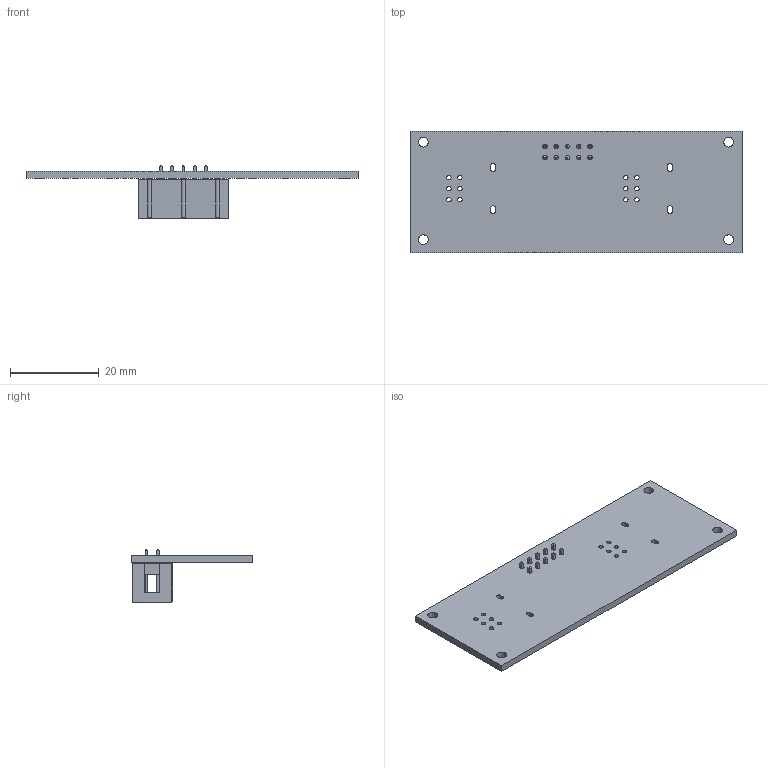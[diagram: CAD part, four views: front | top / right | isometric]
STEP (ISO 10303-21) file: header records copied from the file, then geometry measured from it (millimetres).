
FILE_DESCRIPTION(('KiCad electronic assembly'),'2;1');
FILE_NAME('111VU.step','2024-08-19T02:18:03',('Pcbnew'),('Kicad'), 'Open CASCADE STEP processor 7.6','KiCad to STEP converter','Unknown' );
FILE_SCHEMA(('AUTOMOTIVE_DESIGN { 1 0 10303 214 1 1 1 1 }'));
Length unit declared in the file: millimetre
Products named in the file (4): 111VU 1; IDC-Header_2x05_P2.54mm_Vertical; IDC_Header_2x05_P254mm_Vertical; _autosave-111VU_PCB
Assembly tree (3 placements, depth 3):
  111VU 1
    IDC-Header_2x05_P2.54mm_Vertical
      IDC_Header_2x05_P254mm_Vertical
    _autosave-111VU_PCB
Bounding box: 75 x 27.5 x 12.1 mm (x, y, z)
Volume: 4031.5 mm3; surface area: 5910.4 mm2
Topology: 2 solids, 2 shells, 270 faces, 658 edges, 414 vertices
Faces by surface type: plane 227, cylinder 43
Full cylindrical faces by diameter (mm): 1 x28, 2.2 x4
Entity records: 9498 total; most frequent: CARTESIAN_POINT 1346, ORIENTED_EDGE 1316, DIRECTION 1298, EDGE_CURVE 658, LINE 566, VECTOR 566, VERTEX_POINT 414, AXIS2_PLACEMENT_3D 366
